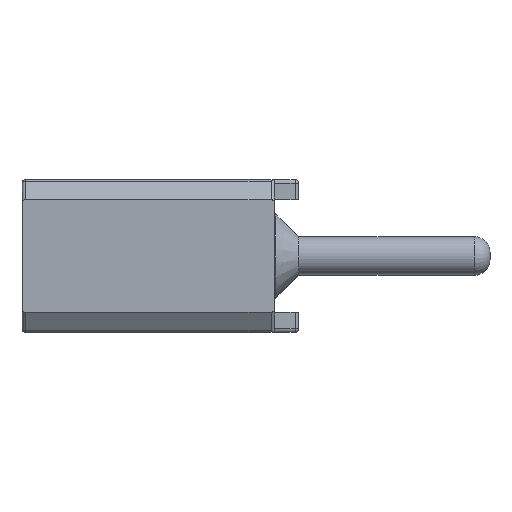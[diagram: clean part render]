
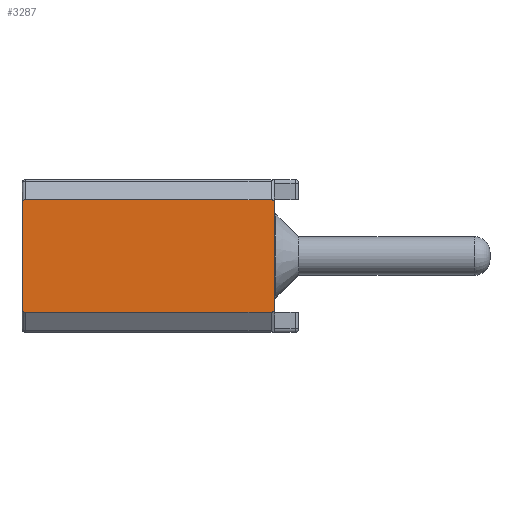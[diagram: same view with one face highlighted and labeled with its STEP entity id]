
A CAD part, left-side view. The second image highlights one B-rep face of the part: STEP entity #3287.
In plain terms, the highlighted planar face has unit normal (-1, 0, 0).
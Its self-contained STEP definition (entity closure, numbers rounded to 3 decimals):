
#17 = VERTEX_POINT ( 'NONE', #55 ) ;
#55 = CARTESIAN_POINT ( 'NONE',  ( -1.27, -2.1, 0.879 ) ) ;
#89 = VERTEX_POINT ( 'NONE', #2115 ) ;
#219 = AXIS2_PLACEMENT_3D ( 'NONE', #4340, #663, #4947 ) ;
#335 = CARTESIAN_POINT ( 'NONE',  ( -1.27, 2.1, -1.27 ) ) ;
#423 = DIRECTION ( 'NONE',  ( 0., 0., 1. ) ) ;
#438 = EDGE_CURVE ( 'NONE', #707, #6645, #6352, .T. ) ;
#663 = DIRECTION ( 'NONE',  ( -1., 0., 0. ) ) ;
#673 = ORIENTED_EDGE ( 'NONE', *, *, #3884, .T. ) ;
#707 = VERTEX_POINT ( 'NONE', #5960 ) ;
#769 = AXIS2_PLACEMENT_3D ( 'NONE', #7740, #4088, #423 ) ;
#876 = FACE_OUTER_BOUND ( 'NONE', #5108, .T. ) ;
#998 = EDGE_CURVE ( 'NONE', #7719, #3815, #4701, .T. ) ;
#1013 = AXIS2_PLACEMENT_3D ( 'NONE', #6336, #2696, #6963 ) ;
#1014 = ORIENTED_EDGE ( 'NONE', *, *, #5506, .T. ) ;
#1043 = CIRCLE ( 'NONE', #1013, 0.06 ) ;
#1300 = DIRECTION ( 'NONE',  ( -1., 0., 0. ) ) ;
#1311 = ORIENTED_EDGE ( 'NONE', *, *, #1692, .F. ) ;
#1359 = VECTOR ( 'NONE', #6383, 1000. ) ;
#1502 = VECTOR ( 'NONE', #4598, 1000. ) ;
#1543 = CARTESIAN_POINT ( 'NONE',  ( -1.27, -2.1, -1.27 ) ) ;
#1678 = EDGE_CURVE ( 'NONE', #17, #7526, #7846, .T. ) ;
#1692 = EDGE_CURVE ( 'NONE', #89, #5286, #2976, .T. ) ;
#1957 = CARTESIAN_POINT ( 'NONE',  ( -1.27, 2.04, -0.939 ) ) ;
#2115 = CARTESIAN_POINT ( 'NONE',  ( -1.27, 2.1, -0.879 ) ) ;
#2274 = CARTESIAN_POINT ( 'NONE',  ( -1.27, 2.1, 0.879 ) ) ;
#2522 = ORIENTED_EDGE ( 'NONE', *, *, #998, .F. ) ;
#2696 = DIRECTION ( 'NONE',  ( -1., 0., 0. ) ) ;
#2976 = LINE ( 'NONE', #335, #6031 ) ;
#2992 = ORIENTED_EDGE ( 'NONE', *, *, #1678, .F. ) ;
#3094 = VECTOR ( 'NONE', #4775, 1000. ) ;
#3135 = AXIS2_PLACEMENT_3D ( 'NONE', #5524, #1300, #5549 ) ;
#3287 = ADVANCED_FACE ( 'NONE', ( #876 ), #3728, .T. ) ;
#3416 = CARTESIAN_POINT ( 'NONE',  ( -1.27, -2.04, -0.879 ) ) ;
#3419 = ORIENTED_EDGE ( 'NONE', *, *, #438, .T. ) ;
#3728 = PLANE ( 'NONE',  #3135 ) ;
#3815 = VERTEX_POINT ( 'NONE', #1957 ) ;
#3884 = EDGE_CURVE ( 'NONE', #89, #3815, #1043, .T. ) ;
#4017 = CARTESIAN_POINT ( 'NONE',  ( -1.27, -5.681, 0.939 ) ) ;
#4035 = DIRECTION ( 'NONE',  ( 0., 0., 1. ) ) ;
#4088 = DIRECTION ( 'NONE',  ( -1., 0., 0. ) ) ;
#4135 = CIRCLE ( 'NONE', #769, 0.06 ) ;
#4340 = CARTESIAN_POINT ( 'NONE',  ( -1.27, 2.04, 0.879 ) ) ;
#4395 = CARTESIAN_POINT ( 'NONE',  ( -1.27, 2.04, 0.939 ) ) ;
#4598 = DIRECTION ( 'NONE',  ( 0., 1., 0. ) ) ;
#4701 = LINE ( 'NONE', #5944, #3094 ) ;
#4775 = DIRECTION ( 'NONE',  ( 0., 1., 0. ) ) ;
#4947 = DIRECTION ( 'NONE',  ( 0., 0., 1. ) ) ;
#5108 = EDGE_LOOP ( 'NONE', ( #3419, #1014, #1311, #673, #2522, #7305, #2992, #5449 ) ) ;
#5118 = CIRCLE ( 'NONE', #7498, 0.06 ) ;
#5249 = EDGE_CURVE ( 'NONE', #17, #707, #4135, .T. ) ;
#5286 = VERTEX_POINT ( 'NONE', #2274 ) ;
#5449 = ORIENTED_EDGE ( 'NONE', *, *, #5249, .T. ) ;
#5506 = EDGE_CURVE ( 'NONE', #6645, #5286, #5650, .T. ) ;
#5524 = CARTESIAN_POINT ( 'NONE',  ( -1.27, 0., 0. ) ) ;
#5536 = CARTESIAN_POINT ( 'NONE',  ( -1.27, -2.1, -0.879 ) ) ;
#5549 = DIRECTION ( 'NONE',  ( 0., 0., 1. ) ) ;
#5650 = CIRCLE ( 'NONE', #219, 0.06 ) ;
#5944 = CARTESIAN_POINT ( 'NONE',  ( -1.27, -5.681, -0.939 ) ) ;
#5960 = CARTESIAN_POINT ( 'NONE',  ( -1.27, -2.04, 0.939 ) ) ;
#6031 = VECTOR ( 'NONE', #6414, 1000. ) ;
#6336 = CARTESIAN_POINT ( 'NONE',  ( -1.27, 2.04, -0.879 ) ) ;
#6352 = LINE ( 'NONE', #4017, #1502 ) ;
#6383 = DIRECTION ( 'NONE',  ( 0., 0., -1. ) ) ;
#6384 = CARTESIAN_POINT ( 'NONE',  ( -1.27, -2.04, -0.939 ) ) ;
#6414 = DIRECTION ( 'NONE',  ( 0., 0., 1. ) ) ;
#6645 = VERTEX_POINT ( 'NONE', #4395 ) ;
#6885 = EDGE_CURVE ( 'NONE', #7719, #7526, #5118, .T. ) ;
#6963 = DIRECTION ( 'NONE',  ( 0., 0., 1. ) ) ;
#7305 = ORIENTED_EDGE ( 'NONE', *, *, #6885, .T. ) ;
#7498 = AXIS2_PLACEMENT_3D ( 'NONE', #3416, #7692, #4035 ) ;
#7526 = VERTEX_POINT ( 'NONE', #5536 ) ;
#7692 = DIRECTION ( 'NONE',  ( -1., 0., 0. ) ) ;
#7719 = VERTEX_POINT ( 'NONE', #6384 ) ;
#7740 = CARTESIAN_POINT ( 'NONE',  ( -1.27, -2.04, 0.879 ) ) ;
#7846 = LINE ( 'NONE', #1543, #1359 ) ;
